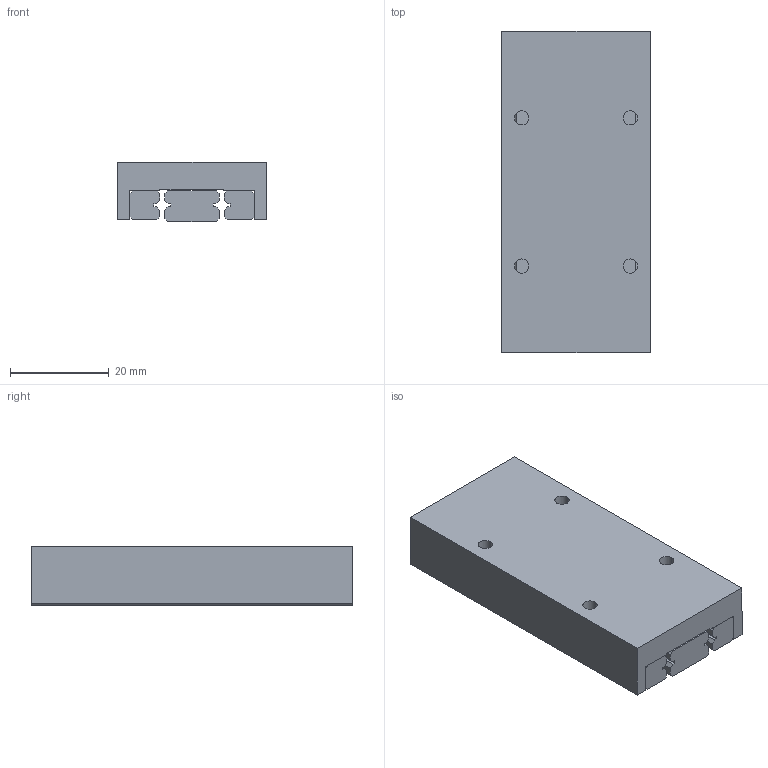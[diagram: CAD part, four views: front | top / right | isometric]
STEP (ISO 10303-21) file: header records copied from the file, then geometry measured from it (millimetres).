
FILE_DESCRIPTION((''),'2;1');
FILE_NAME('LP12-25-15.stp','2003-10-26T16:00:17',('Raul'),(''),'Autodesk Inventor (tm) 5.3','Autodesk Inventor (tm) 5.3','');
FILE_SCHEMA(('CONFIG_CONTROL_DESIGN'));
Length unit declared in the file: inch
Products named in the file (5): LP12-25-15; LP12-25-15 TOP-PLATE; LP12-25-15 RAIL-A; LP12-25-15 RAIL-B; LP12-25-15 SLIDE
Assembly tree (4 placements, depth 2):
  LP12-25-15
    LP12-25-15 TOP-PLATE
    LP12-25-15 RAIL-A
    LP12-25-15 RAIL-B
    LP12-25-15 SLIDE
Bounding box: 30 x 65 x 11.99 mm (x, y, z)
Volume: 20984.1 mm3; surface area: 12865.1 mm2
Topology: 4 solids, 4 shells, 102 faces, 270 edges, 180 vertices
Faces by surface type: plane 68, bspline 34
Entity records: 4229 total; most frequent: CARTESIAN_POINT 1083, ORIENTED_EDGE 540, DIRECTION 484, EDGE_CURVE 270, VECTOR 210, LINE 210, VERTEX_POINT 180, AXIS2_PLACEMENT_3D 137
